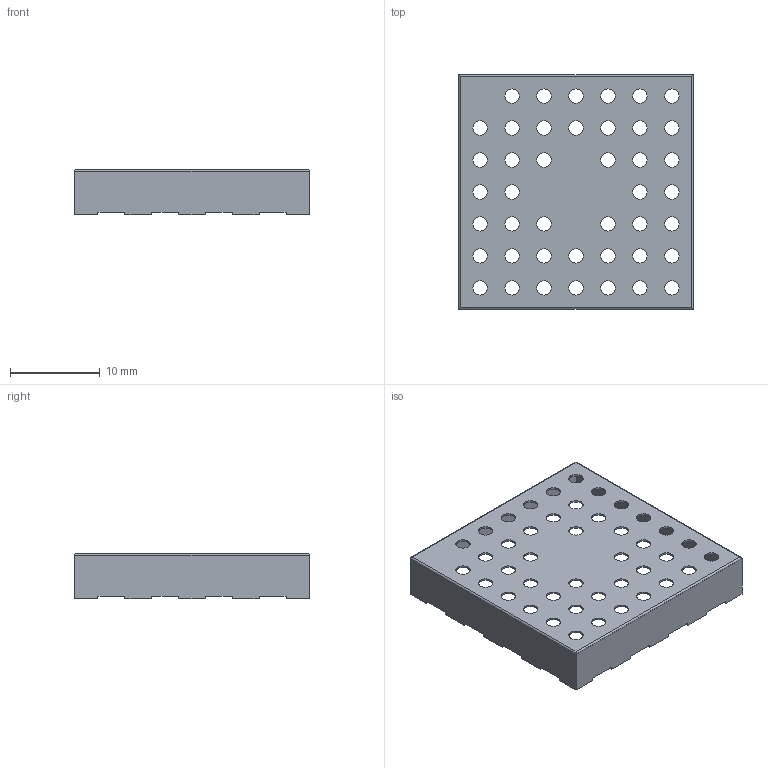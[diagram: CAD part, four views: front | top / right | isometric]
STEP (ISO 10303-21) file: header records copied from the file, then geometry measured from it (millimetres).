
FILE_DESCRIPTION(('FreeCAD Model'),'2;1');
FILE_NAME( 'shield_SHD1_nfc.step', '2018-02-28T15:26:04',('kicad StepUp'),('ksu MCAD'), 'Open CASCADE STEP processor 7.1','FreeCAD','Unknown');
FILE_SCHEMA(('AUTOMOTIVE_DESIGN_CC2 { 1 2 10303 214 -1 1 5 4 }'));
Length unit declared in the file: millimetre
Products named in the file (1): shield_SHD1_nfc
Bounding box: 26.21 x 26.21 x 5.08 mm (x, y, z)
Volume: 218.1 mm3; surface area: 2240.3 mm2
Topology: 1 solids, 1 shells, 125 faces, 361 edges, 238 vertices
Faces by surface type: plane 74, cylinder 51
Full cylindrical faces by diameter (mm): 1.6 x43
Entity records: 4298 total; most frequent: CARTESIAN_POINT 725, ORIENTED_EDGE 722, DIRECTION 707, EDGE_CURVE 361, LINE 267, VECTOR 267, VERTEX_POINT 238, AXIS2_PLACEMENT_3D 220
